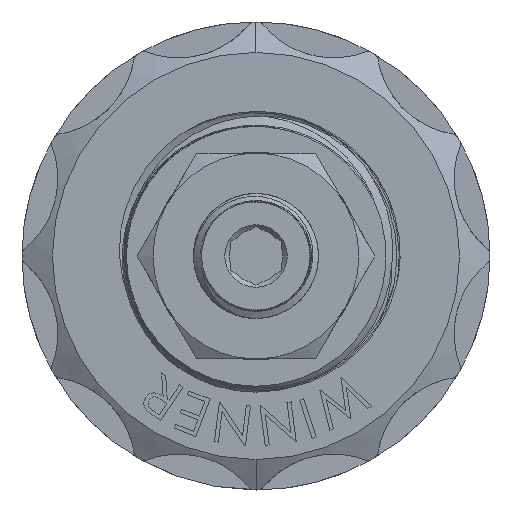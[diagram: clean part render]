
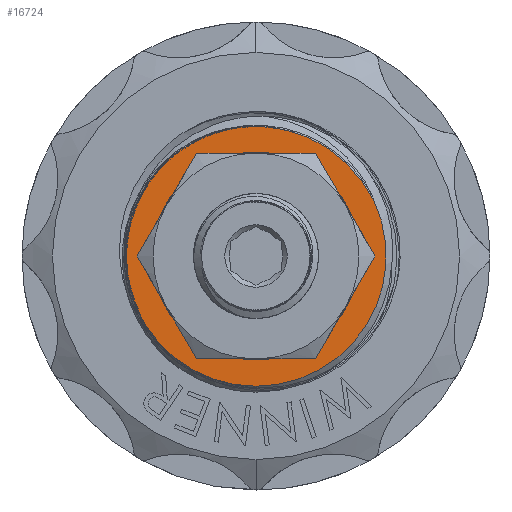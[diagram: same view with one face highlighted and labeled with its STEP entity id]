
A CAD part, left-side view. The second image highlights one B-rep face of the part: STEP entity #16724.
In plain terms, the highlighted planar face has unit normal (-1, 0, 0).
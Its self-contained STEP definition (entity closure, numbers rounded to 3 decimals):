
#262 = CARTESIAN_POINT ( 'NONE',  ( -91.07, -6.509, 4.866 ) ) ;
#1005 = CIRCLE ( 'NONE', #25418, 8.125 ) ;
#2545 = DIRECTION ( 'NONE',  ( 1., 0., 0. ) ) ;
#2669 = VERTEX_POINT ( 'NONE', #18412 ) ;
#3013 = DIRECTION ( 'NONE',  ( -1., 0., 0. ) ) ;
#4309 = EDGE_CURVE ( 'NONE', #2669, #14975, #4717, .T. ) ;
#4664 = EDGE_CURVE ( 'NONE', #14975, #23843, #1005, .T. ) ;
#4717 = B_SPLINE_CURVE_WITH_KNOTS ( 'NONE', 3,
 ( #22136, #25141, #262, #15575, #24381, #11258, #26579, #24473, #11356, #9740 ),
 .UNSPECIFIED., .F., .F.,
 ( 4, 2, 2, 2, 4 ),
 ( 0.001, 0.003, 0.006, 0.008, 0.011 ),
 .UNSPECIFIED. ) ;
#4877 = CARTESIAN_POINT ( 'NONE',  ( -91.07, 0., 0. ) ) ;
#7970 = CARTESIAN_POINT ( 'NONE',  ( -91.07, 0., -8.125 ) ) ;
#8085 = EDGE_CURVE ( 'NONE', #22599, #28219, #25039, .T. ) ;
#8633 = CARTESIAN_POINT ( 'NONE',  ( -91.07, 0., 0. ) ) ;
#9052 = CARTESIAN_POINT ( 'NONE',  ( -91.07, 0., 0. ) ) ;
#9740 = CARTESIAN_POINT ( 'NONE',  ( -91.07, 0.697, 8.095 ) ) ;
#10295 = CARTESIAN_POINT ( 'NONE',  ( -91.07, -6.484, 0. ) ) ;
#10535 = EDGE_LOOP ( 'NONE', ( #26713, #22989 ) ) ;
#11258 = CARTESIAN_POINT ( 'NONE',  ( -91.07, -3.315, 7.395 ) ) ;
#11356 = CARTESIAN_POINT ( 'NONE',  ( -91.07, -0.121, 8.141 ) ) ;
#11984 = EDGE_CURVE ( 'NONE', #23843, #2669, #12223, .T. ) ;
#12223 = CIRCLE ( 'NONE', #22543, 8.125 ) ;
#12363 = CARTESIAN_POINT ( 'NONE',  ( -91.07, 6.484, 0. ) ) ;
#13246 = DIRECTION ( 'NONE',  ( 0., 0., 1. ) ) ;
#13655 = PLANE ( 'NONE',  #16124 ) ;
#14975 = VERTEX_POINT ( 'NONE', #27313 ) ;
#15300 = EDGE_LOOP ( 'NONE', ( #25980, #16740, #22647 ) ) ;
#15575 = CARTESIAN_POINT ( 'NONE',  ( -91.07, -5.384, 6.064 ) ) ;
#16124 = AXIS2_PLACEMENT_3D ( 'NONE', #9052, #2545, #22242 ) ;
#16724 = ADVANCED_FACE ( 'NONE', ( #17829, #28120 ), #13655, .F. ) ;
#16740 = ORIENTED_EDGE ( 'NONE', *, *, #11984, .T. ) ;
#17829 = FACE_BOUND ( 'NONE', #10535, .T. ) ;
#18054 = DIRECTION ( 'NONE',  ( -1., 0., 0. ) ) ;
#18158 = DIRECTION ( 'NONE',  ( 0., 0., -1. ) ) ;
#18327 = DIRECTION ( 'NONE',  ( 0., 0., 1. ) ) ;
#18412 = CARTESIAN_POINT ( 'NONE',  ( -91.07, -7.352, 3.458 ) ) ;
#20192 = DIRECTION ( 'NONE',  ( 0., 0., -1. ) ) ;
#20383 = DIRECTION ( 'NONE',  ( -1., 0., 0. ) ) ;
#20760 = CIRCLE ( 'NONE', #28141, 6.484 ) ;
#21331 = EDGE_CURVE ( 'NONE', #28219, #22599, #20760, .T. ) ;
#22136 = CARTESIAN_POINT ( 'NONE',  ( -91.07, -7.352, 3.458 ) ) ;
#22242 = DIRECTION ( 'NONE',  ( 0., 0., -1. ) ) ;
#22543 = AXIS2_PLACEMENT_3D ( 'NONE', #24640, #3013, #18327 ) ;
#22599 = VERTEX_POINT ( 'NONE', #12363 ) ;
#22647 = ORIENTED_EDGE ( 'NONE', *, *, #4309, .T. ) ;
#22679 = AXIS2_PLACEMENT_3D ( 'NONE', #4877, #20383, #20192 ) ;
#22740 = CARTESIAN_POINT ( 'NONE',  ( -91.07, 0., 0. ) ) ;
#22989 = ORIENTED_EDGE ( 'NONE', *, *, #21331, .F. ) ;
#23843 = VERTEX_POINT ( 'NONE', #7970 ) ;
#24381 = CARTESIAN_POINT ( 'NONE',  ( -91.07, -4.736, 6.577 ) ) ;
#24473 = CARTESIAN_POINT ( 'NONE',  ( -91.07, -0.948, 8.073 ) ) ;
#24640 = CARTESIAN_POINT ( 'NONE',  ( -91.07, 0., 0. ) ) ;
#25039 = CIRCLE ( 'NONE', #22679, 6.484 ) ;
#25141 = CARTESIAN_POINT ( 'NONE',  ( -91.07, -6.981, 4.187 ) ) ;
#25418 = AXIS2_PLACEMENT_3D ( 'NONE', #8633, #26365, #13246 ) ;
#25980 = ORIENTED_EDGE ( 'NONE', *, *, #4664, .T. ) ;
#26365 = DIRECTION ( 'NONE',  ( -1., 0., 0. ) ) ;
#26579 = CARTESIAN_POINT ( 'NONE',  ( -91.07, -2.543, 7.7 ) ) ;
#26713 = ORIENTED_EDGE ( 'NONE', *, *, #8085, .F. ) ;
#27313 = CARTESIAN_POINT ( 'NONE',  ( -91.07, 0.697, 8.095 ) ) ;
#28120 = FACE_OUTER_BOUND ( 'NONE', #15300, .T. ) ;
#28141 = AXIS2_PLACEMENT_3D ( 'NONE', #22740, #18054, #18158 ) ;
#28219 = VERTEX_POINT ( 'NONE', #10295 ) ;
